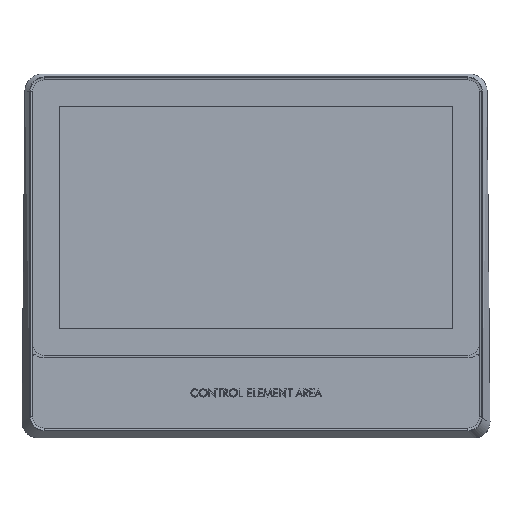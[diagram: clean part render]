
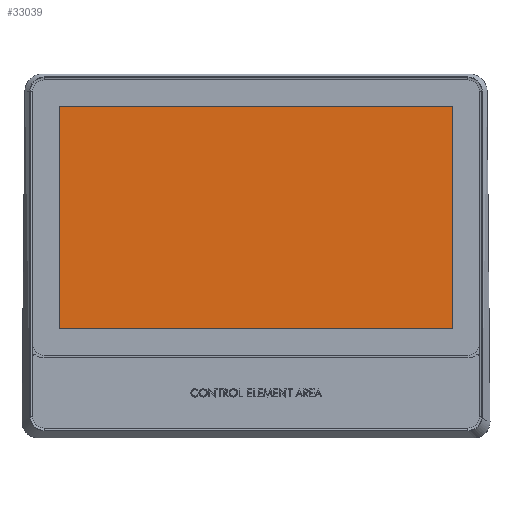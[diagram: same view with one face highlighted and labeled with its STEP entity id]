
A CAD part, top view. The second image highlights one B-rep face of the part: STEP entity #33039.
In plain terms, the highlighted planar face has unit normal (0, 0, 1).
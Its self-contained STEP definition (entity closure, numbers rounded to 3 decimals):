
#33039 = ADVANCED_FACE ( 'NONE', ( #223148 ), #46299, .T. ) ;
#46299 = PLANE ( 'NONE',  #153808 ) ;
#51494 = CARTESIAN_POINT ( 'NONE',  ( 0., 0., 0.09 ) ) ;
#51909 = EDGE_CURVE ( 'NONE', #245916, #225381, #103371, .T. ) ;
#65991 = VECTOR ( 'NONE', #98214, 1000. ) ;
#69783 = EDGE_LOOP ( 'NONE', ( #227025, #74646, #121885, #70667 ) ) ;
#70667 = ORIENTED_EDGE ( 'NONE', *, *, #129661, .T. ) ;
#74646 = ORIENTED_EDGE ( 'NONE', *, *, #185309, .T. ) ;
#83939 = VECTOR ( 'NONE', #227618, 1000. ) ;
#89844 = CARTESIAN_POINT ( 'NONE',  ( 173.1, -97.8, 0.09 ) ) ;
#93582 = DIRECTION ( 'NONE',  ( 0., -1., 0. ) ) ;
#98214 = DIRECTION ( 'NONE',  ( -1., 0., 0. ) ) ;
#103371 = LINE ( 'NONE', #202172, #65991 ) ;
#106443 = CARTESIAN_POINT ( 'NONE',  ( -173.1, -97.8, 0.09 ) ) ;
#121358 = CARTESIAN_POINT ( 'NONE',  ( 173.1, -97.8, 0.09 ) ) ;
#121885 = ORIENTED_EDGE ( 'NONE', *, *, #51909, .T. ) ;
#129661 = EDGE_CURVE ( 'NONE', #225381, #252844, #220461, .T. ) ;
#135061 = LINE ( 'NONE', #155831, #163806 ) ;
#142373 = VECTOR ( 'NONE', #93582, 1000. ) ;
#153808 = AXIS2_PLACEMENT_3D ( 'NONE', #51494, #251709, #189299 ) ;
#155831 = CARTESIAN_POINT ( 'NONE',  ( -173.1, -97.8, 0.09 ) ) ;
#163806 = VECTOR ( 'NONE', #254676, 1000. ) ;
#167596 = EDGE_CURVE ( 'NONE', #252844, #238046, #135061, .T. ) ;
#185309 = EDGE_CURVE ( 'NONE', #238046, #245916, #186140, .T. ) ;
#186140 = LINE ( 'NONE', #89844, #83939 ) ;
#189299 = DIRECTION ( 'NONE',  ( 1., 0., 0. ) ) ;
#202172 = CARTESIAN_POINT ( 'NONE',  ( -173.1, 97.8, 0.09 ) ) ;
#205943 = CARTESIAN_POINT ( 'NONE',  ( 173.1, 97.8, 0.09 ) ) ;
#220461 = LINE ( 'NONE', #231340, #142373 ) ;
#223148 = FACE_OUTER_BOUND ( 'NONE', #69783, .T. ) ;
#225381 = VERTEX_POINT ( 'NONE', #249919 ) ;
#227025 = ORIENTED_EDGE ( 'NONE', *, *, #167596, .T. ) ;
#227618 = DIRECTION ( 'NONE',  ( 0., 1., 0. ) ) ;
#231340 = CARTESIAN_POINT ( 'NONE',  ( -173.1, -97.8, 0.09 ) ) ;
#238046 = VERTEX_POINT ( 'NONE', #121358 ) ;
#245916 = VERTEX_POINT ( 'NONE', #205943 ) ;
#249919 = CARTESIAN_POINT ( 'NONE',  ( -173.1, 97.8, 0.09 ) ) ;
#251709 = DIRECTION ( 'NONE',  ( 0., 0., 1. ) ) ;
#252844 = VERTEX_POINT ( 'NONE', #106443 ) ;
#254676 = DIRECTION ( 'NONE',  ( 1., 0., 0. ) ) ;
